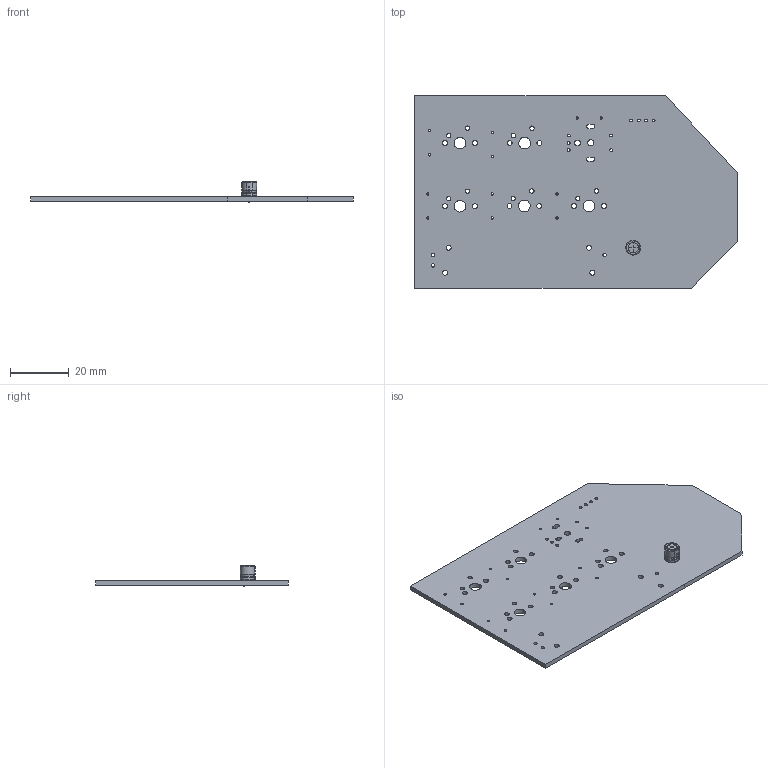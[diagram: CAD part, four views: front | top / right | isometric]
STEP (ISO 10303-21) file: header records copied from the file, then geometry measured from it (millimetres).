
FILE_DESCRIPTION(('KiCad electronic assembly'),'2;1');
FILE_NAME('meowpad.step','2025-02-06T22:20:57',('Pcbnew'),('Kicad'), 'Open CASCADE STEP processor 7.8','KiCad to STEP converter','Unknown' );
FILE_SCHEMA(('AUTOMOTIVE_DESIGN { 1 0 10303 214 1 1 1 1 }'));
Length unit declared in the file: millimetre
Products named in the file (4): meowpad 1; CP_Radial_D5.0mm_P2.50mm; CP_Radial_D50mm_P250mm; _autosave-meowpad_PCB
Assembly tree (3 placements, depth 3):
  meowpad 1
    CP_Radial_D5.0mm_P2.50mm
      CP_Radial_D50mm_P250mm
    _autosave-meowpad_PCB
Bounding box: 110 x 65.5 x 7 mm (x, y, z)
Volume: 10683.1 mm3; surface area: 14367.7 mm2
Topology: 2 solids, 3 shells, 126 faces, 341 edges, 223 vertices
Faces by surface type: cylinder 75, plane 38, bspline 6, revolution 5, torus 2
Full cylindrical faces by diameter (mm): 0.5 x2, 0.8 x14, 1 x9, 1.2 x3, 1.5 x10, 1.7 x14, 2.1 x1, 4 x5
Entity records: 5314 total; most frequent: CARTESIAN_POINT 1389, DIRECTION 734, ORIENTED_EDGE 682, EDGE_CURVE 341, AXIS2_PLACEMENT_3D 290, FACE_BOUND 246, EDGE_LOOP 246, VERTEX_POINT 223
